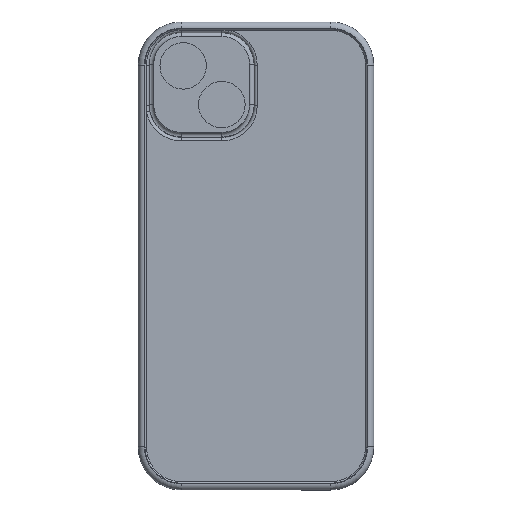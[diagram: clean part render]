
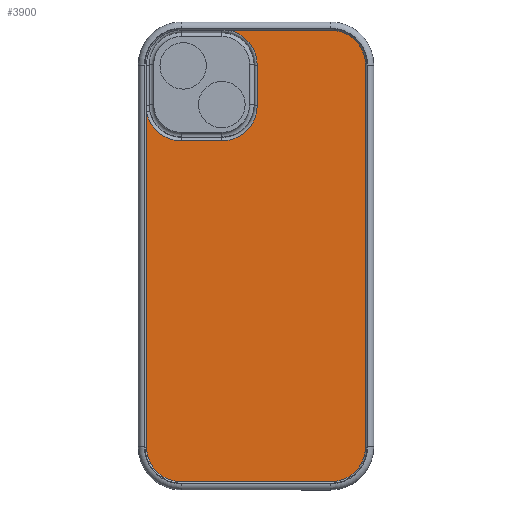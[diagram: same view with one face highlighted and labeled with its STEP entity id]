
A CAD part, top view. The second image highlights one B-rep face of the part: STEP entity #3900.
In plain terms, the highlighted planar face has unit normal (0, 0, 1).
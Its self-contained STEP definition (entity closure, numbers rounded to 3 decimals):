
#316=CIRCLE('',#4321,11.482);
#319=CIRCLE('',#4326,11.482);
#322=CIRCLE('',#4330,11.482);
#327=CIRCLE('',#4342,11.265);
#328=CIRCLE('',#4343,11.265);
#329=CIRCLE('',#4344,11.265);
#669=FACE_OUTER_BOUND('',#941,.T.);
#941=EDGE_LOOP('',(#3299,#3300,#3301,#3302,#3303,#3304,#3305,#3306,#3307,
#3308,#3309,#3310));
#1229=LINE('',#6828,#1520);
#1230=LINE('',#6840,#1521);
#1235=LINE('',#6932,#1526);
#1236=LINE('',#6936,#1527);
#1237=LINE('',#6940,#1528);
#1238=LINE('',#6943,#1529);
#1520=VECTOR('',#5347,10.);
#1521=VECTOR('',#5364,10.);
#1526=VECTOR('',#5389,10.);
#1527=VECTOR('',#5392,10.);
#1528=VECTOR('',#5395,10.);
#1529=VECTOR('',#5398,10.);
#1852=VERTEX_POINT('',#6820);
#1853=VERTEX_POINT('',#6822);
#1854=VERTEX_POINT('',#6826);
#1855=VERTEX_POINT('',#6830);
#1856=VERTEX_POINT('',#6834);
#1857=VERTEX_POINT('',#6836);
#1870=VERTEX_POINT('',#6931);
#1871=VERTEX_POINT('',#6933);
#1872=VERTEX_POINT('',#6935);
#1873=VERTEX_POINT('',#6937);
#1874=VERTEX_POINT('',#6939);
#1875=VERTEX_POINT('',#6941);
#2333=EDGE_CURVE('',#1853,#1852,#316,.T.);
#2335=EDGE_CURVE('',#1854,#1853,#1229,.T.);
#2337=EDGE_CURVE('',#1855,#1854,#319,.T.);
#2340=EDGE_CURVE('',#1857,#1856,#322,.T.);
#2341=EDGE_CURVE('',#1856,#1855,#1230,.T.);
#2360=EDGE_CURVE('',#1857,#1870,#1235,.T.);
#2361=EDGE_CURVE('',#1870,#1871,#327,.T.);
#2362=EDGE_CURVE('',#1871,#1872,#1236,.T.);
#2363=EDGE_CURVE('',#1872,#1873,#328,.T.);
#2364=EDGE_CURVE('',#1873,#1874,#1237,.T.);
#2365=EDGE_CURVE('',#1874,#1875,#329,.T.);
#2366=EDGE_CURVE('',#1875,#1852,#1238,.T.);
#3299=ORIENTED_EDGE('',*,*,#2333,.F.);
#3300=ORIENTED_EDGE('',*,*,#2335,.F.);
#3301=ORIENTED_EDGE('',*,*,#2337,.F.);
#3302=ORIENTED_EDGE('',*,*,#2341,.F.);
#3303=ORIENTED_EDGE('',*,*,#2340,.F.);
#3304=ORIENTED_EDGE('',*,*,#2360,.T.);
#3305=ORIENTED_EDGE('',*,*,#2361,.T.);
#3306=ORIENTED_EDGE('',*,*,#2362,.T.);
#3307=ORIENTED_EDGE('',*,*,#2363,.T.);
#3308=ORIENTED_EDGE('',*,*,#2364,.T.);
#3309=ORIENTED_EDGE('',*,*,#2365,.T.);
#3310=ORIENTED_EDGE('',*,*,#2366,.T.);
#3704=PLANE('',#4341);
#3900=ADVANCED_FACE('',(#669),#3704,.T.);
#4321=AXIS2_PLACEMENT_3D('',#6824,#5341,#5342);
#4326=AXIS2_PLACEMENT_3D('',#6832,#5352,#5353);
#4330=AXIS2_PLACEMENT_3D('',#6838,#5360,#5361);
#4341=AXIS2_PLACEMENT_3D('',#6930,#5387,#5388);
#4342=AXIS2_PLACEMENT_3D('',#6934,#5390,#5391);
#4343=AXIS2_PLACEMENT_3D('',#6938,#5393,#5394);
#4344=AXIS2_PLACEMENT_3D('',#6942,#5396,#5397);
#5341=DIRECTION('center_axis',(0.,0.,1.));
#5342=DIRECTION('ref_axis',(0.707,0.707,0.));
#5347=DIRECTION('',(0.,1.,0.));
#5352=DIRECTION('center_axis',(0.,0.,1.));
#5353=DIRECTION('ref_axis',(0.707,-0.707,0.));
#5360=DIRECTION('center_axis',(0.,0.,1.));
#5361=DIRECTION('ref_axis',(-0.707,-0.707,0.));
#5364=DIRECTION('',(1.,0.,0.));
#5387=DIRECTION('center_axis',(0.,0.,1.));
#5388=DIRECTION('ref_axis',(-1.,0.,0.));
#5389=DIRECTION('',(0.,-1.,0.));
#5390=DIRECTION('center_axis',(0.,0.,1.));
#5391=DIRECTION('ref_axis',(-1.,0.,0.));
#5392=DIRECTION('',(1.,0.,0.));
#5393=DIRECTION('center_axis',(0.,0.,1.));
#5394=DIRECTION('ref_axis',(0.,-1.,0.));
#5395=DIRECTION('',(0.,1.,0.));
#5396=DIRECTION('center_axis',(0.,0.,1.));
#5397=DIRECTION('ref_axis',(1.,0.,0.));
#5398=DIRECTION('',(-1.,0.,0.));
#6820=CARTESIAN_POINT('',(-8.948,73.,9.8));
#6822=CARTESIAN_POINT('',(0.4,61.718,9.8));
#6824=CARTESIAN_POINT('Origin',(-11.082,61.718,9.8));
#6826=CARTESIAN_POINT('',(0.4,48.682,9.8));
#6828=CARTESIAN_POINT('',(0.4,30.859,9.8));
#6830=CARTESIAN_POINT('',(-11.082,37.2,9.8));
#6832=CARTESIAN_POINT('Origin',(-11.082,48.682,9.8));
#6834=CARTESIAN_POINT('',(-24.118,37.2,9.8));
#6836=CARTESIAN_POINT('',(-35.4,46.548,9.8));
#6838=CARTESIAN_POINT('Origin',(-24.118,48.682,9.8));
#6840=CARTESIAN_POINT('',(-5.541,37.2,9.8));
#6930=CARTESIAN_POINT('Origin',(0.,0.,
9.8));
#6931=CARTESIAN_POINT('',(-35.4,-61.735,9.8));
#6932=CARTESIAN_POINT('',(-35.4,61.735,9.8));
#6933=CARTESIAN_POINT('',(-24.135,-73.,9.8));
#6934=CARTESIAN_POINT('Origin',(-24.135,-61.735,9.8));
#6935=CARTESIAN_POINT('',(24.135,-73.,9.8));
#6936=CARTESIAN_POINT('',(-24.135,-73.,9.8));
#6937=CARTESIAN_POINT('',(35.4,-61.735,9.8));
#6938=CARTESIAN_POINT('Origin',(24.135,-61.735,9.8));
#6939=CARTESIAN_POINT('',(35.4,61.735,9.8));
#6940=CARTESIAN_POINT('',(35.4,-61.735,9.8));
#6941=CARTESIAN_POINT('',(24.135,73.,9.8));
#6942=CARTESIAN_POINT('Origin',(24.135,61.735,9.8));
#6943=CARTESIAN_POINT('',(24.135,73.,9.8));
